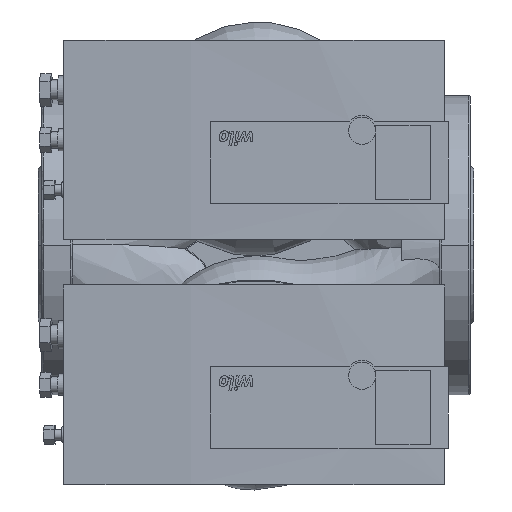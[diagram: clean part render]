
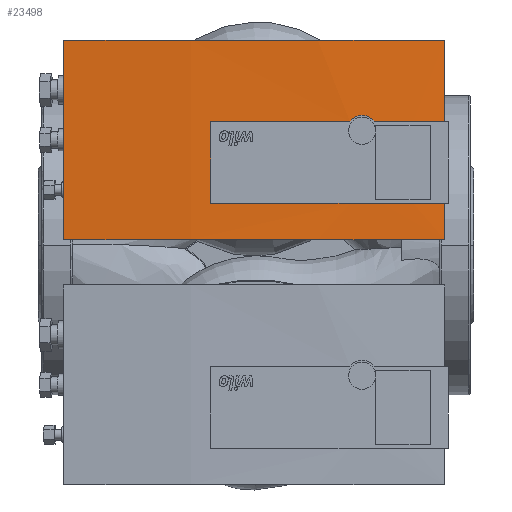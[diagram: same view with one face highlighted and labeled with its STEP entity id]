
A CAD part, front view. The second image highlights one B-rep face of the part: STEP entity #23498.
In plain terms, the highlighted cylindrical face has radius 1375.46 mm (diameter 2750.92 mm), a partial arc.
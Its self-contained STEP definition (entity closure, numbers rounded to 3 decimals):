
#23201=CARTESIAN_POINT('',(224.,-197.,68.));
#23202=VERTEX_POINT('',#23201);
#23209=CARTESIAN_POINT('',(171.795,-200.0,68.0));
#23210=VERTEX_POINT('',#23209);
#23211=CARTESIAN_POINT('',(119.,1174.446,68.));
#23212=DIRECTION('',(0.,0.,1.0));
#23213=DIRECTION('',(-0.076,-0.997,0.));
#23214=AXIS2_PLACEMENT_3D('',#23211,#23212,#23213);
#23215=CIRCLE('',#23214,1375.46);
#23216=EDGE_CURVE('',#23210,#23202,#23215,.T.);
#23241=CARTESIAN_POINT('',(224.,-197.,23.));
#23242=VERTEX_POINT('',#23241);
#23258=CARTESIAN_POINT('',(171.795,-200.0,23.0));
#23259=VERTEX_POINT('',#23258);
#23266=CARTESIAN_POINT('',(119.,1174.446,23.));
#23267=DIRECTION('',(0.,0.,-1.0));
#23268=DIRECTION('',(-0.076,-0.997,0.));
#23269=AXIS2_PLACEMENT_3D('',#23266,#23267,#23268);
#23270=CIRCLE('',#23269,1375.46);
#23271=EDGE_CURVE('',#23242,#23259,#23270,.T.);
#23306=CARTESIAN_POINT('',(171.795,-200.0,23.0));
#23307=DIRECTION('',(0.0,0.0,1.0));
#23308=VECTOR('',#23307,45.0);
#23309=LINE('',#23306,#23308);
#23310=EDGE_CURVE('',#23259,#23210,#23309,.T.);
#23390=CARTESIAN_POINT('',(224.,-197.,3.));
#23391=VERTEX_POINT('',#23390);
#23392=CARTESIAN_POINT('',(224.,-197.,3.));
#23393=DIRECTION('',(0.0,0.0,1.0));
#23394=VECTOR('',#23393,20.);
#23395=LINE('',#23392,#23394);
#23396=EDGE_CURVE('',#23391,#23242,#23395,.T.);
#23414=CARTESIAN_POINT('',(224.,-197.,113.));
#23415=VERTEX_POINT('',#23414);
#23422=CARTESIAN_POINT('',(224.,-197.,68.));
#23423=DIRECTION('',(0.0,0.0,1.0));
#23424=VECTOR('',#23423,45.);
#23425=LINE('',#23422,#23424);
#23426=EDGE_CURVE('',#23202,#23415,#23425,.T.);
#23436=CARTESIAN_POINT('',(14.,-197.,113.));
#23437=VERTEX_POINT('',#23436);
#23454=CARTESIAN_POINT('',(14.,-197.,3.));
#23455=VERTEX_POINT('',#23454);
#23462=CARTESIAN_POINT('',(14.,-197.,3.));
#23463=DIRECTION('',(0.0,0.0,1.0));
#23464=VECTOR('',#23463,110.0);
#23465=LINE('',#23462,#23464);
#23466=EDGE_CURVE('',#23455,#23437,#23465,.T.);
#23471=CARTESIAN_POINT('',(119.,1174.446,3.));
#23472=DIRECTION('',(0.,0.,1.0));
#23473=DIRECTION('',(-0.076,-0.997,0.));
#23474=AXIS2_PLACEMENT_3D('',#23471,#23472,#23473);
#23475=CYLINDRICAL_SURFACE('',#23474,1375.46);
#23476=ORIENTED_EDGE('',*,*,#23216,.T.);
#23477=ORIENTED_EDGE('',*,*,#23426,.T.);
#23478=CARTESIAN_POINT('',(119.,1174.446,113.));
#23479=DIRECTION('',(0.,0.,-1.0));
#23480=DIRECTION('',(-0.076,-0.997,0.));
#23481=AXIS2_PLACEMENT_3D('',#23478,#23479,#23480);
#23482=CIRCLE('',#23481,1375.46);
#23483=EDGE_CURVE('',#23415,#23437,#23482,.T.);
#23484=ORIENTED_EDGE('',*,*,#23483,.T.);
#23485=ORIENTED_EDGE('',*,*,#23466,.F.);
#23486=CARTESIAN_POINT('',(119.,1174.446,3.));
#23487=DIRECTION('',(0.,0.,1.0));
#23488=DIRECTION('',(-0.076,-0.997,0.));
#23489=AXIS2_PLACEMENT_3D('',#23486,#23487,#23488);
#23490=CIRCLE('',#23489,1375.46);
#23491=EDGE_CURVE('',#23455,#23391,#23490,.T.);
#23492=ORIENTED_EDGE('',*,*,#23491,.T.);
#23493=ORIENTED_EDGE('',*,*,#23396,.T.);
#23494=ORIENTED_EDGE('',*,*,#23271,.T.);
#23495=ORIENTED_EDGE('',*,*,#23310,.T.);
#23496=EDGE_LOOP('',(#23476,#23477,#23484,#23485,#23492,#23493,#23494,#23495));
#23497=FACE_OUTER_BOUND('',#23496,.T.);
#23498=ADVANCED_FACE('',(#23497),#23475,.T.);
